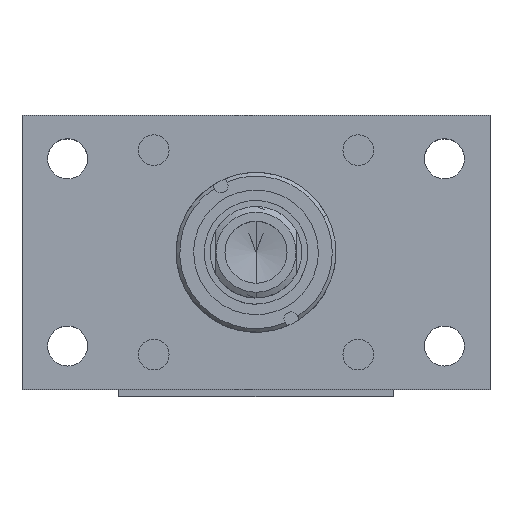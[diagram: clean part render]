
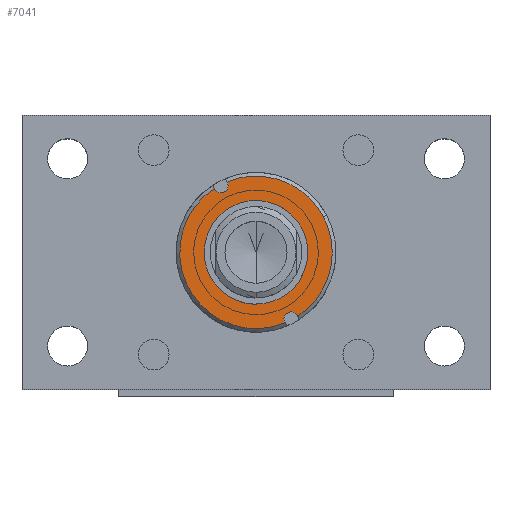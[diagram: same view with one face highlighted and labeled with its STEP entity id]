
A CAD part, top view. The second image highlights one B-rep face of the part: STEP entity #7041.
In plain terms, the highlighted planar face has unit normal (0, 0, 1).
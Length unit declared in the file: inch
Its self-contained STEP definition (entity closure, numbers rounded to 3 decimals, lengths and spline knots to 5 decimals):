
#88 = ORIENTED_EDGE ( 'NONE', *, *, #3491, .F. ) ;
#158 = VERTEX_POINT ( 'NONE', #4109 ) ;
#295 = ORIENTED_EDGE ( 'NONE', *, *, #6955, .T. ) ;
#376 = CARTESIAN_POINT ( 'NONE',  ( 19.41758, 30.63592, -2.69734 ) ) ;
#382 = FACE_BOUND ( 'NONE', #3205, .T. ) ;
#595 = ORIENTED_EDGE ( 'NONE', *, *, #5952, .T. ) ;
#823 = AXIS2_PLACEMENT_3D ( 'NONE', #5937, #3774, #5180 ) ;
#874 = EDGE_CURVE ( 'NONE', #6021, #8198, #7440, .T. ) ;
#920 = DIRECTION ( 'NONE',  ( 0., 0., -1. ) ) ;
#926 = LINE ( 'NONE', #1169, #2504 ) ;
#960 = VERTEX_POINT ( 'NONE', #3286 ) ;
#1032 = ORIENTED_EDGE ( 'NONE', *, *, #1660, .F. ) ;
#1169 = CARTESIAN_POINT ( 'NONE',  ( 19.49558, 31.20342, -2.69734 ) ) ;
#1197 = ORIENTED_EDGE ( 'NONE', *, *, #6404, .T. ) ;
#1341 = PLANE ( 'NONE',  #4339 ) ;
#1534 = CARTESIAN_POINT ( 'NONE',  ( 19.49558, 31.46727, -2.69734 ) ) ;
#1660 = EDGE_CURVE ( 'NONE', #2308, #7842, #2535, .T. ) ;
#1674 = DIRECTION ( 'NONE',  ( 0., 0., 1. ) ) ;
#1731 = AXIS2_PLACEMENT_3D ( 'NONE', #376, #1750, #5885 ) ;
#1750 = DIRECTION ( 'NONE',  ( 0., 0., 1. ) ) ;
#1782 = DIRECTION ( 'NONE',  ( 0., -1., 0. ) ) ;
#1928 = DIRECTION ( 'NONE',  ( 1., 0., 0. ) ) ;
#2027 = DIRECTION ( 'NONE',  ( 0., 0., -1. ) ) ;
#2079 = CARTESIAN_POINT ( 'NONE',  ( 19.49558, 31.20342, -2.69734 ) ) ;
#2103 = CIRCLE ( 'NONE', #5626, 0.078 ) ;
#2184 = CARTESIAN_POINT ( 'NONE',  ( 19.98508, 30.63592, -2.69734 ) ) ;
#2308 = VERTEX_POINT ( 'NONE', #5656 ) ;
#2400 = VERTEX_POINT ( 'NONE', #2184 ) ;
#2448 = ORIENTED_EDGE ( 'NONE', *, *, #3374, .F. ) ;
#2504 = VECTOR ( 'NONE', #1782, 39.37008 ) ;
#2520 = DIRECTION ( 'NONE',  ( 0., 0., 1. ) ) ;
#2535 = LINE ( 'NONE', #8661, #5254 ) ;
#2570 = EDGE_CURVE ( 'NONE', #2308, #6021, #3176, .T. ) ;
#2585 = CARTESIAN_POINT ( 'NONE',  ( 19.41758, 30.63592, -2.69734 ) ) ;
#2631 = LINE ( 'NONE', #4737, #7630 ) ;
#2778 = DIRECTION ( 'NONE',  ( 0., 1., 0. ) ) ;
#3176 = CIRCLE ( 'NONE', #823, 0.835 ) ;
#3205 = EDGE_LOOP ( 'NONE', ( #2448, #5582 ) ) ;
#3286 = CARTESIAN_POINT ( 'NONE',  ( 18.85008, 30.63592, -2.69734 ) ) ;
#3310 = VERTEX_POINT ( 'NONE', #8764 ) ;
#3374 = EDGE_CURVE ( 'NONE', #2400, #960, #7177, .T. ) ;
#3491 = EDGE_CURVE ( 'NONE', #8837, #158, #6324, .T. ) ;
#3774 = DIRECTION ( 'NONE',  ( 0., 0., 1. ) ) ;
#4073 = CARTESIAN_POINT ( 'NONE',  ( 19.41758, 30.63592, -2.69734 ) ) ;
#4085 = DIRECTION ( 'NONE',  ( -1., 0., 0. ) ) ;
#4109 = CARTESIAN_POINT ( 'NONE',  ( 19.49558, 29.81218, -2.69734 ) ) ;
#4339 = AXIS2_PLACEMENT_3D ( 'NONE', #6931, #2027, #7564 ) ;
#4405 = CARTESIAN_POINT ( 'NONE',  ( 19.33958, 29.80457, -2.69734 ) ) ;
#4468 = EDGE_LOOP ( 'NONE', ( #88, #295, #5675, #595, #1032, #7850, #6515, #5148, #1197 ) ) ;
#4706 = DIRECTION ( 'NONE',  ( 0., 1., 0. ) ) ;
#4737 = CARTESIAN_POINT ( 'NONE',  ( 19.33958, 31.20342, -2.69734 ) ) ;
#4780 = AXIS2_PLACEMENT_3D ( 'NONE', #5137, #1674, #7203 ) ;
#4791 = DIRECTION ( 'NONE',  ( 0., 0., 1. ) ) ;
#4914 = CARTESIAN_POINT ( 'NONE',  ( 18.58258, 30.63592, -2.69734 ) ) ;
#5095 = VERTEX_POINT ( 'NONE', #1534 ) ;
#5137 = CARTESIAN_POINT ( 'NONE',  ( 19.41758, 30.63592, -2.69734 ) ) ;
#5148 = ORIENTED_EDGE ( 'NONE', *, *, #5648, .T. ) ;
#5180 = DIRECTION ( 'NONE',  ( 1., 0., 0. ) ) ;
#5254 = VECTOR ( 'NONE', #8101, 39.37008 ) ;
#5266 = VERTEX_POINT ( 'NONE', #6449 ) ;
#5455 = AXIS2_PLACEMENT_3D ( 'NONE', #4073, #4791, #6867 ) ;
#5565 = DIRECTION ( 'NONE',  ( 0., 0., -1. ) ) ;
#5582 = ORIENTED_EDGE ( 'NONE', *, *, #8271, .F. ) ;
#5626 = AXIS2_PLACEMENT_3D ( 'NONE', #8928, #5565, #4085 ) ;
#5648 = EDGE_CURVE ( 'NONE', #8198, #5266, #2631, .T. ) ;
#5656 = CARTESIAN_POINT ( 'NONE',  ( 19.33958, 31.46727, -2.69734 ) ) ;
#5675 = ORIENTED_EDGE ( 'NONE', *, *, #6732, .T. ) ;
#5882 = CIRCLE ( 'NONE', #7708, 0.078 ) ;
#5885 = DIRECTION ( 'NONE',  ( 1., 0., 0. ) ) ;
#5937 = CARTESIAN_POINT ( 'NONE',  ( 19.41758, 30.63592, -2.69734 ) ) ;
#5952 = EDGE_CURVE ( 'NONE', #3310, #7842, #5882, .T. ) ;
#6021 = VERTEX_POINT ( 'NONE', #4914 ) ;
#6324 = LINE ( 'NONE', #2079, #8796 ) ;
#6326 = CIRCLE ( 'NONE', #5455, 0.835 ) ;
#6404 = EDGE_CURVE ( 'NONE', #5266, #158, #2103, .T. ) ;
#6449 = CARTESIAN_POINT ( 'NONE',  ( 19.33958, 29.81218, -2.69734 ) ) ;
#6515 = ORIENTED_EDGE ( 'NONE', *, *, #874, .T. ) ;
#6732 = EDGE_CURVE ( 'NONE', #5095, #3310, #926, .T. ) ;
#6867 = DIRECTION ( 'NONE',  ( 1., 0., 0. ) ) ;
#6931 = CARTESIAN_POINT ( 'NONE',  ( 19.41758, 31.20342, -2.69734 ) ) ;
#6955 = EDGE_CURVE ( 'NONE', #8837, #5095, #6326, .T. ) ;
#7041 = ADVANCED_FACE ( 'NONE', ( #382, #8479 ), #1341, .F. ) ;
#7177 = CIRCLE ( 'NONE', #7865, 0.5675 ) ;
#7203 = DIRECTION ( 'NONE',  ( 1., 0., 0. ) ) ;
#7372 = CIRCLE ( 'NONE', #1731, 0.5675 ) ;
#7440 = CIRCLE ( 'NONE', #4780, 0.835 ) ;
#7564 = DIRECTION ( 'NONE',  ( -1., 0., 0. ) ) ;
#7630 = VECTOR ( 'NONE', #4706, 39.37008 ) ;
#7708 = AXIS2_PLACEMENT_3D ( 'NONE', #8488, #920, #8459 ) ;
#7812 = CARTESIAN_POINT ( 'NONE',  ( 19.49558, 29.80457, -2.69734 ) ) ;
#7842 = VERTEX_POINT ( 'NONE', #8295 ) ;
#7850 = ORIENTED_EDGE ( 'NONE', *, *, #2570, .T. ) ;
#7865 = AXIS2_PLACEMENT_3D ( 'NONE', #2585, #2520, #1928 ) ;
#8101 = DIRECTION ( 'NONE',  ( 0., -1., 0. ) ) ;
#8198 = VERTEX_POINT ( 'NONE', #4405 ) ;
#8271 = EDGE_CURVE ( 'NONE', #960, #2400, #7372, .T. ) ;
#8295 = CARTESIAN_POINT ( 'NONE',  ( 19.33958, 31.45966, -2.69734 ) ) ;
#8459 = DIRECTION ( 'NONE',  ( -1., 0., 0. ) ) ;
#8479 = FACE_OUTER_BOUND ( 'NONE', #4468, .T. ) ;
#8488 = CARTESIAN_POINT ( 'NONE',  ( 19.41758, 31.45966, -2.69734 ) ) ;
#8661 = CARTESIAN_POINT ( 'NONE',  ( 19.33958, 31.20342, -2.69734 ) ) ;
#8764 = CARTESIAN_POINT ( 'NONE',  ( 19.49558, 31.45966, -2.69734 ) ) ;
#8796 = VECTOR ( 'NONE', #2778, 39.37008 ) ;
#8837 = VERTEX_POINT ( 'NONE', #7812 ) ;
#8928 = CARTESIAN_POINT ( 'NONE',  ( 19.41758, 29.81218, -2.69734 ) ) ;
